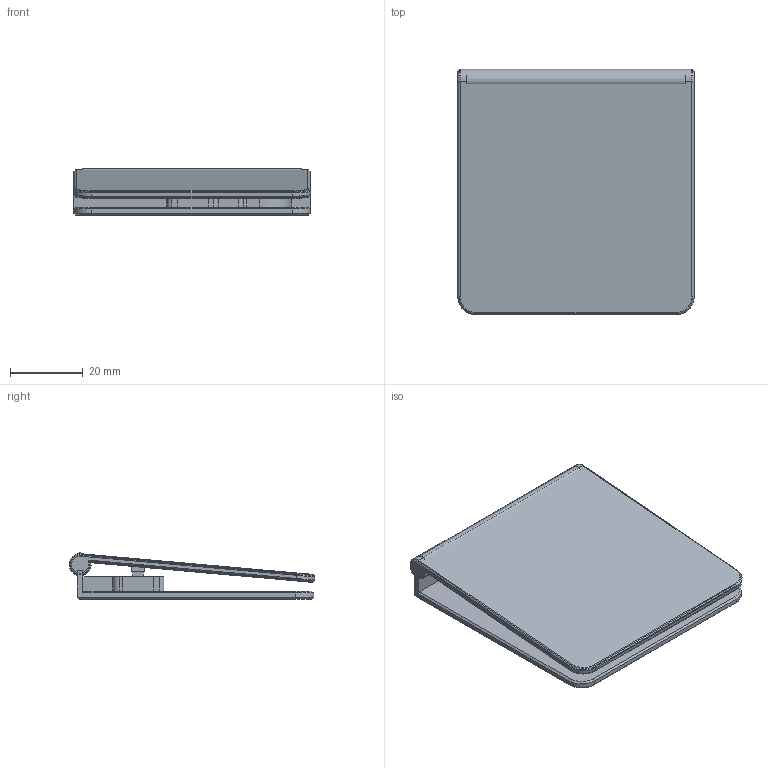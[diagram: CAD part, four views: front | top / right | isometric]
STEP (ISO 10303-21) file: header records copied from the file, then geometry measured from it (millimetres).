
FILE_DESCRIPTION(/* description */ (''),/* implementation_level */ '2;1');
FILE_NAME(/* name */ 'Low_Profile_ Switch.step',/* time_stamp */ '2022-05-16T13:36:03-03:00',/* author */ (''),/* organization */ (''),/* preprocessor_version */ 'ST-DEVELOPER v18.1',/* originating_system */ 'Autodesk Translation Framework v10.14.0.1471',/* authorisation */ '');
FILE_SCHEMA (('AUTOMOTIVE_DESIGN { 1 0 10303 214 3 1 1 }'));
Length unit declared in the file: millimetre
Products named in the file (3): Low Profile Switch; Base; Top
Assembly tree (2 placements, depth 2):
  Low Profile Switch
    Base
    Top
Bounding box: 65 x 67.47 x 12.7 mm (x, y, z)
Volume: 21170.7 mm3; surface area: 21685 mm2
Topology: 3 solids, 3 shells, 186 faces, 469 edges, 298 vertices
Faces by surface type: plane 107, cylinder 49, torus 12, cone 10, bspline 8
Full cylindrical faces by diameter (mm): 1.5 x4, 3.8 x1, 7.1 x1
Entity records: 5819 total; most frequent: CARTESIAN_POINT 1228, DIRECTION 939, ORIENTED_EDGE 938, EDGE_CURVE 469, LINE 321, VECTOR 321, AXIS2_PLACEMENT_3D 309, VERTEX_POINT 298
